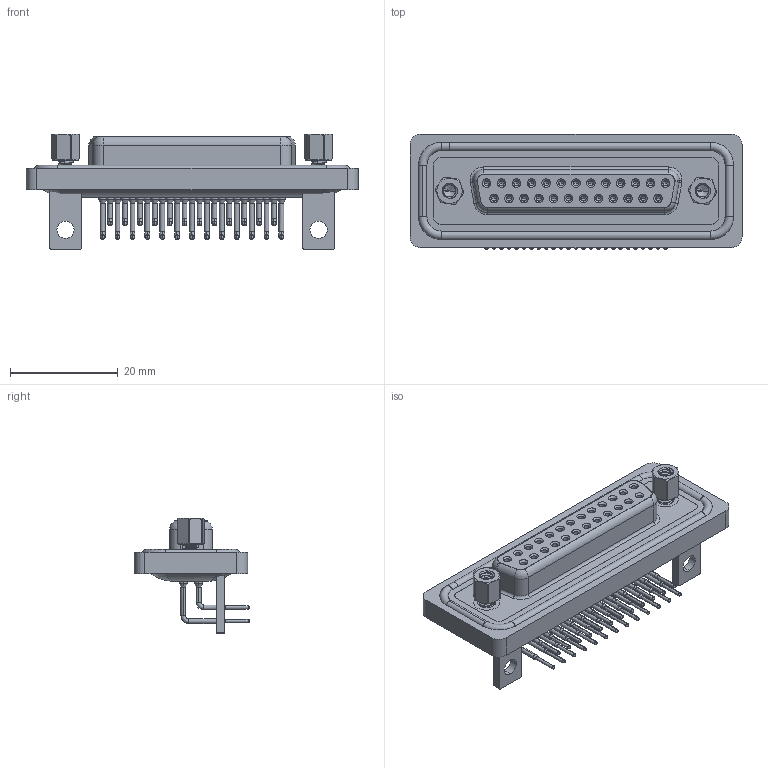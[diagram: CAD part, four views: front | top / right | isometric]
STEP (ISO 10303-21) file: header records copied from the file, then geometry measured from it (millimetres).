
FILE_DESCRIPTION (( 'STEP AP203' ), '1' );
FILE_NAME ('630-W25-240-015.STEP', '2024-04-12T17:32:40', ( '' ), ( '' ), 'SwSTEP 2.0', 'SolidWorks 2023', '' );
FILE_SCHEMA (( 'CONFIG_CONTROL_DESIGN' ));
Length unit declared in the file: millimetre
Products named in the file (9): 630W Stabilizer Bracket; 630W Shell_25 Contacts; 630W 4-40 Hex Standoff; 630W Contact Row 1; 630W Housing_25 Contacts; 630W Waterproof Housing_25 Contacts; 630-W25-240-015; 630W Contact Row 2; 630W 4-40 Threaded Rivet_Stabilizer
Assembly tree (34 placements, depth 2):
  630-W25-240-015
    630W Housing_25 Contacts
    630W Shell_25 Contacts
    630W Contact Row 1  x13
    630W Contact Row 2  x12
    630W 4-40 Threaded Rivet_Stabilizer  x2
    630W 4-40 Hex Standoff  x2
    630W Stabilizer Bracket  x2
    630W Waterproof Housing_25 Contacts
Bounding box: 61.74 x 21.5 x 21.5 mm (x, y, z)
Volume: 7768.8 mm3; surface area: 14129.6 mm2
Topology: 35 solids, 35 shells, 1846 faces, 4725 edges, 2987 vertices
Faces by surface type: cylinder 869, plane 498, cone 307, bspline 122, torus 50
Entity records: 29736 total; most frequent: CARTESIAN_POINT 8600, DIRECTION 4382, ORIENTED_EDGE 3864, EDGE_CURVE 1932, AXIS2_PLACEMENT_3D 1815, VERTEX_POINT 1240, EDGE_LOOP 1014, CIRCLE 994
